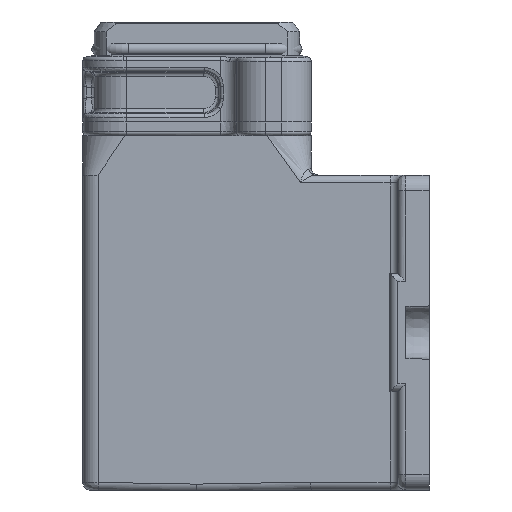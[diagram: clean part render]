
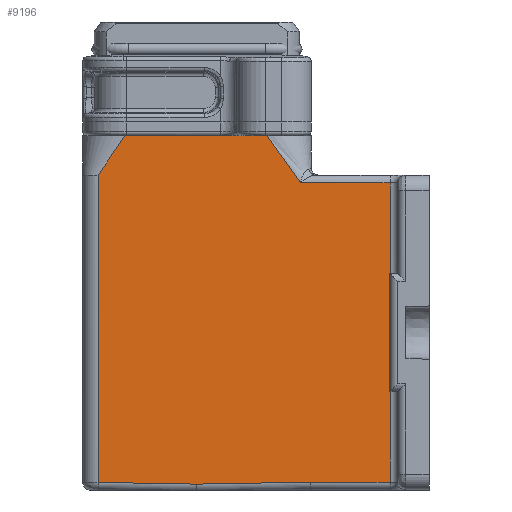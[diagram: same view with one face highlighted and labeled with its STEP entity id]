
A CAD part, left-side view. The second image highlights one B-rep face of the part: STEP entity #9196.
In plain terms, the highlighted planar face has unit normal (-1, 0.026, 0).
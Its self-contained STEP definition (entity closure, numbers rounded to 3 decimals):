
#9196=ADVANCED_FACE('',(#10630),#9852,.T.);
#9852=PLANE('',#26493);
#10630=FACE_OUTER_BOUND('',#11782,.T.);
#11782=EDGE_LOOP('',(#16218,#16219,#16220,#16221,#16222,#16223,#16224,#16225,
#16226,#16227,#16228,#16229,#16230));
#12046=(
BOUNDED_CURVE()
B_SPLINE_CURVE(3,(#40822,#40823,#40824,#40825,#40826,#40827,#40828,#40829,
#40830,#40831),.UNSPECIFIED.,.F.,.F.)
B_SPLINE_CURVE_WITH_KNOTS((4,3,3,4),(0.,0.16,0.44,1.),.UNSPECIFIED.)
CURVE()
GEOMETRIC_REPRESENTATION_ITEM()
RATIONAL_B_SPLINE_CURVE((1.,1.,1.,1.,1.,1.,1.,1.,1.,1.))
REPRESENTATION_ITEM('')
);
#12047=(
BOUNDED_CURVE()
B_SPLINE_CURVE(3,(#40832,#40833,#40834,#40835,#40836,#40837,#40838,#40839,
#40840,#40841),.UNSPECIFIED.,.F.,.F.)
B_SPLINE_CURVE_WITH_KNOTS((4,3,3,4),(0.,0.56,0.84,1.),.UNSPECIFIED.)
CURVE()
GEOMETRIC_REPRESENTATION_ITEM()
RATIONAL_B_SPLINE_CURVE((1.,1.,1.,1.,1.,1.,1.,1.,1.,1.))
REPRESENTATION_ITEM('')
);
#16218=ORIENTED_EDGE('',*,*,#20738,.F.);
#16219=ORIENTED_EDGE('',*,*,#20739,.T.);
#16220=ORIENTED_EDGE('',*,*,#20740,.T.);
#16221=ORIENTED_EDGE('',*,*,#20741,.T.);
#16222=ORIENTED_EDGE('',*,*,#20703,.T.);
#16223=ORIENTED_EDGE('',*,*,#20742,.T.);
#16224=ORIENTED_EDGE('',*,*,#20743,.T.);
#16225=ORIENTED_EDGE('',*,*,#20612,.T.);
#16226=ORIENTED_EDGE('',*,*,#20609,.T.);
#16227=ORIENTED_EDGE('',*,*,#20744,.T.);
#16228=ORIENTED_EDGE('',*,*,#20745,.T.);
#16229=ORIENTED_EDGE('',*,*,#20746,.T.);
#16230=ORIENTED_EDGE('',*,*,#20747,.T.);
#18303=VERTEX_POINT('',#40413);
#18305=VERTEX_POINT('',#40417);
#18307=VERTEX_POINT('',#40422);
#18386=VERTEX_POINT('',#40739);
#18387=VERTEX_POINT('',#40741);
#18420=VERTEX_POINT('',#40816);
#18421=VERTEX_POINT('',#40817);
#18422=VERTEX_POINT('',#40819);
#18423=VERTEX_POINT('',#40821);
#18424=VERTEX_POINT('',#40842);
#18425=VERTEX_POINT('',#40845);
#18426=VERTEX_POINT('',#40847);
#18427=VERTEX_POINT('',#40849);
#20609=EDGE_CURVE('',#18303,#18305,#22313,.T.);
#20612=EDGE_CURVE('',#18307,#18303,#22314,.T.);
#20703=EDGE_CURVE('',#18387,#18386,#22361,.T.);
#20738=EDGE_CURVE('',#18420,#18421,#22378,.T.);
#20739=EDGE_CURVE('',#18420,#18422,#22379,.T.);
#20740=EDGE_CURVE('',#18422,#18423,#22380,.T.);
#20741=EDGE_CURVE('',#18423,#18387,#12046,.T.);
#20742=EDGE_CURVE('',#18386,#18424,#12047,.T.);
#20743=EDGE_CURVE('',#18424,#18307,#22381,.T.);
#20744=EDGE_CURVE('',#18305,#18425,#22382,.T.);
#20745=EDGE_CURVE('',#18425,#18426,#22383,.T.);
#20746=EDGE_CURVE('',#18426,#18427,#22384,.T.);
#20747=EDGE_CURVE('',#18427,#18421,#22385,.T.);
#22313=LINE('',#40418,#23765);
#22314=LINE('',#40424,#23766);
#22361=LINE('',#40740,#23813);
#22378=LINE('',#40815,#23830);
#22379=LINE('',#40818,#23831);
#22380=LINE('',#40820,#23832);
#22381=LINE('',#40843,#23833);
#22382=LINE('',#40844,#23834);
#22383=LINE('',#40846,#23835);
#22384=LINE('',#40848,#23836);
#22385=LINE('',#40850,#23837);
#23765=VECTOR('',#30738,1.);
#23766=VECTOR('',#30745,1.);
#23813=VECTOR('',#30880,1.);
#23830=VECTOR('',#30935,1.);
#23831=VECTOR('',#30936,1.);
#23832=VECTOR('',#30937,1.);
#23833=VECTOR('',#30938,1.);
#23834=VECTOR('',#30939,1.);
#23835=VECTOR('',#30940,1.);
#23836=VECTOR('',#30941,1.);
#23837=VECTOR('',#30942,1.);
#26493=AXIS2_PLACEMENT_3D('',#40851,#30943,#30944);
#30738=DIRECTION('',(-0.026,-1.,0.017));
#30745=DIRECTION('',(-0.026,-1.,-0.017));
#30880=DIRECTION('',(0.026,1.,0.));
#30935=DIRECTION('',(0.026,1.,0.));
#30936=DIRECTION('',(0.,0.,1.));
#30937=DIRECTION('',(0.026,1.,0.));
#30938=DIRECTION('',(0.,0.,-1.));
#30939=DIRECTION('',(-0.026,-1.,0.));
#30940=DIRECTION('',(0.,0.,1.));
#30941=DIRECTION('',(0.026,1.,0.));
#30942=DIRECTION('',(0.,0.,1.));
#30943=DIRECTION('',(-1.,0.026,0.));
#30944=DIRECTION('',(-0.026,-1.,0.));
#40413=CARTESIAN_POINT('',(-77.263,0.052,-88.506));
#40417=CARTESIAN_POINT('',(-78.022,-28.93,-88.));
#40418=CARTESIAN_POINT('',(-78.023,-28.965,-87.999));
#40422=CARTESIAN_POINT('',(-76.607,25.105,-88.069));
#40424=CARTESIAN_POINT('',(-77.265,-0.035,-88.507));
#40739=CARTESIAN_POINT('',(-76.786,18.288,0.));
#40740=CARTESIAN_POINT('',(-78.6,-51.,0.));
#40741=CARTESIAN_POINT('',(-77.728,-17.712,0.));
#40815=CARTESIAN_POINT('',(-78.6,-51.,-35.));
#40816=CARTESIAN_POINT('',(-78.549,-49.052,-35.));
#40817=CARTESIAN_POINT('',(-78.548,-49.,-35.));
#40818=CARTESIAN_POINT('',(-78.549,-49.052,-10.));
#40819=CARTESIAN_POINT('',(-78.549,-49.052,-12.));
#40820=CARTESIAN_POINT('',(-78.6,-51.,-12.));
#40821=CARTESIAN_POINT('',(-77.954,-26.332,-12.));
#40822=CARTESIAN_POINT('',(-78.024,-29.,-15.714));
#40823=CARTESIAN_POINT('',(-77.988,-27.632,-13.81));
#40824=CARTESIAN_POINT('',(-77.952,-26.264,-11.905));
#40825=CARTESIAN_POINT('',(-77.916,-24.895,-10.));
#40826=CARTESIAN_POINT('',(-77.854,-22.501,-6.667));
#40827=CARTESIAN_POINT('',(-77.791,-20.106,-3.333));
#40828=CARTESIAN_POINT('',(-77.728,-17.712,0.));
#40829=CARTESIAN_POINT('',(-77.603,-12.923,6.667));
#40830=CARTESIAN_POINT('',(-77.478,-8.134,13.333));
#40831=CARTESIAN_POINT('',(-77.352,-3.346,20.));
#40832=CARTESIAN_POINT('',(-77.143,4.654,20.));
#40833=CARTESIAN_POINT('',(-77.024,9.199,13.333));
#40834=CARTESIAN_POINT('',(-76.905,13.743,6.667));
#40835=CARTESIAN_POINT('',(-76.786,18.288,0.));
#40836=CARTESIAN_POINT('',(-76.726,20.56,-3.333));
#40837=CARTESIAN_POINT('',(-76.667,22.832,-6.667));
#40838=CARTESIAN_POINT('',(-76.607,25.105,-10.));
#40839=CARTESIAN_POINT('',(-76.573,26.403,-11.905));
#40840=CARTESIAN_POINT('',(-76.539,27.702,-13.81));
#40841=CARTESIAN_POINT('',(-76.505,29.,-15.714));
#40842=CARTESIAN_POINT('',(-76.607,25.105,-10.));
#40843=CARTESIAN_POINT('',(-76.607,25.105,-90.));
#40844=CARTESIAN_POINT('',(-78.6,-51.,-88.));
#40845=CARTESIAN_POINT('',(-78.549,-49.052,-88.));
#40846=CARTESIAN_POINT('',(-78.549,-49.052,-65.));
#40847=CARTESIAN_POINT('',(-78.549,-49.052,-65.));
#40848=CARTESIAN_POINT('',(-78.6,-51.,-65.));
#40849=CARTESIAN_POINT('',(-78.548,-49.,-65.));
#40850=CARTESIAN_POINT('',(-78.548,-49.,-90.));
#40851=CARTESIAN_POINT('',(-78.6,-51.,-90.));
